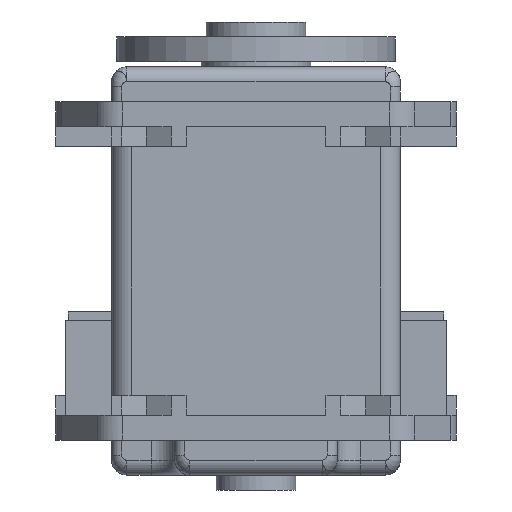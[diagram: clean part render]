
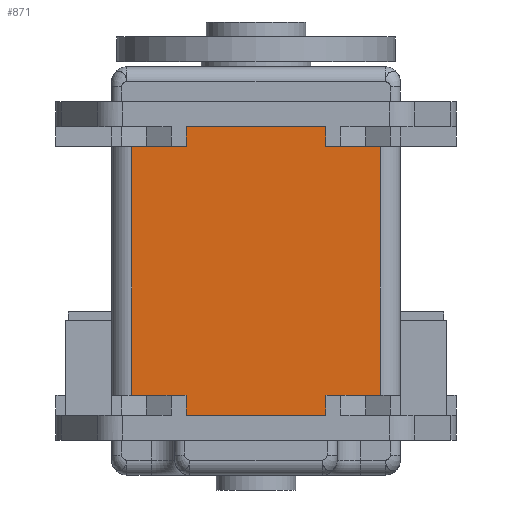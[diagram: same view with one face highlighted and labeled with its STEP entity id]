
A CAD part, front view. The second image highlights one B-rep face of the part: STEP entity #871.
In plain terms, the highlighted planar face has unit normal (0, -1, 0).
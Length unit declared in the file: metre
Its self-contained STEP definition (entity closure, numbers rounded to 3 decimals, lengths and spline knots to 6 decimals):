
#871 = ADVANCED_FACE( '', ( #1863 ), #1864, .T. );
#1863 = FACE_OUTER_BOUND( '', #3291, .T. );
#1864 = PLANE( '', #3292 );
#3291 = EDGE_LOOP( '', ( #5864, #5865, #5866, #5867, #5868, #5869, #5870, #5871, #5872, #5873, #5874, #5875, #5876, #5877, #5878, #5879, #5880, #5881, #5882, #5883 ) );
#3292 = AXIS2_PLACEMENT_3D( '', #5884, #5885, #5886 );
#5864 = ORIENTED_EDGE( '', *, *, #7171, .T. );
#5865 = ORIENTED_EDGE( '', *, *, #6813, .F. );
#5866 = ORIENTED_EDGE( '', *, *, #6657, .F. );
#5867 = ORIENTED_EDGE( '', *, *, #7253, .T. );
#5868 = ORIENTED_EDGE( '', *, *, #6354, .T. );
#5869 = ORIENTED_EDGE( '', *, *, #6320, .T. );
#5870 = ORIENTED_EDGE( '', *, *, #6750, .F. );
#5871 = ORIENTED_EDGE( '', *, *, #7010, .T. );
#5872 = ORIENTED_EDGE( '', *, *, #6662, .F. );
#5873 = ORIENTED_EDGE( '', *, *, #7327, .T. );
#5874 = ORIENTED_EDGE( '', *, *, #7021, .T. );
#5875 = ORIENTED_EDGE( '', *, *, #6462, .T. );
#5876 = ORIENTED_EDGE( '', *, *, #7112, .F. );
#5877 = ORIENTED_EDGE( '', *, *, #6891, .F. );
#5878 = ORIENTED_EDGE( '', *, *, #7298, .T. );
#5879 = ORIENTED_EDGE( '', *, *, #6738, .T. );
#5880 = ORIENTED_EDGE( '', *, *, #7328, .T. );
#5881 = ORIENTED_EDGE( '', *, *, #6802, .F. );
#5882 = ORIENTED_EDGE( '', *, *, #6811, .T. );
#5883 = ORIENTED_EDGE( '', *, *, #7266, .T. );
#5884 = CARTESIAN_POINT( '', ( -0.0145, -0.0425, -0.0205 ) );
#5885 = DIRECTION( '', ( 0., -1., 0. ) );
#5886 = DIRECTION( '', ( 0., 0., -1. ) );
#6320 = EDGE_CURVE( '', #7459, #7457, #7460, .F. );
#6354 = EDGE_CURVE( '', #7514, #7459, #7518, .F. );
#6462 = EDGE_CURVE( '', #7701, #7709, #7711, .F. );
#6657 = EDGE_CURVE( '', #8039, #8041, #8042, .T. );
#6662 = EDGE_CURVE( '', #8048, #8050, #8051, .F. );
#6738 = EDGE_CURVE( '', #8167, #8165, #8168, .T. );
#6750 = EDGE_CURVE( '', #8182, #7457, #8184, .F. );
#6802 = EDGE_CURVE( '', #8261, #8259, #8263, .F. );
#6811 = EDGE_CURVE( '', #8261, #8276, #8278, .F. );
#6813 = EDGE_CURVE( '', #8041, #8280, #8281, .F. );
#6891 = EDGE_CURVE( '', #8396, #8397, #8398, .F. );
#7010 = EDGE_CURVE( '', #8182, #8050, #8566, .F. );
#7021 = EDGE_CURVE( '', #7535, #7701, #8581, .F. );
#7112 = EDGE_CURVE( '', #8397, #7709, #8703, .F. );
#7171 = EDGE_CURVE( '', #7419, #8280, #8773, .T. );
#7253 = EDGE_CURVE( '', #8039, #7514, #8874, .F. );
#7266 = EDGE_CURVE( '', #8276, #7419, #8891, .T. );
#7298 = EDGE_CURVE( '', #8396, #8167, #8929, .T. );
#7327 = EDGE_CURVE( '', #8048, #7535, #8960, .F. );
#7328 = EDGE_CURVE( '', #8165, #8259, #8961, .F. );
#7419 = VERTEX_POINT( '', #9073 );
#7457 = VERTEX_POINT( '', #9128 );
#7459 = VERTEX_POINT( '', #9131 );
#7460 = LINE( '', #9132, #9133 );
#7514 = VERTEX_POINT( '', #9206 );
#7518 = LINE( '', #9212, #9213 );
#7535 = VERTEX_POINT( '', #9237 );
#7701 = VERTEX_POINT( '', #9541 );
#7709 = VERTEX_POINT( '', #9553 );
#7711 = LINE( '', #9555, #9556 );
#8039 = VERTEX_POINT( '', #10046 );
#8041 = VERTEX_POINT( '', #10048 );
#8042 = LINE( '', #10049, #10050 );
#8048 = VERTEX_POINT( '', #10057 );
#8050 = VERTEX_POINT( '', #10060 );
#8051 = LINE( '', #10061, #10062 );
#8165 = VERTEX_POINT( '', #10230 );
#8167 = VERTEX_POINT( '', #10233 );
#8168 = LINE( '', #10234, #10235 );
#8182 = VERTEX_POINT( '', #10255 );
#8184 = LINE( '', #10258, #10259 );
#8259 = VERTEX_POINT( '', #10378 );
#8261 = VERTEX_POINT( '', #10381 );
#8263 = LINE( '', #10384, #10385 );
#8276 = VERTEX_POINT( '', #10403 );
#8278 = LINE( '', #10406, #10407 );
#8280 = VERTEX_POINT( '', #10409 );
#8281 = LINE( '', #10410, #10411 );
#8396 = VERTEX_POINT( '', #10646 );
#8397 = VERTEX_POINT( '', #10647 );
#8398 = LINE( '', #10648, #10649 );
#8566 = LINE( '', #10902, #10903 );
#8581 = LINE( '', #10924, #10925 );
#8703 = LINE( '', #11142, #11143 );
#8773 = LINE( '', #11250, #11251 );
#8874 = LINE( '', #11400, #11401 );
#8891 = LINE( '', #11420, #11421 );
#8929 = LINE( '', #11474, #11475 );
#8960 = LINE( '', #11538, #11539 );
#8961 = LINE( '', #11540, #11541 );
#9073 = CARTESIAN_POINT( '', ( 0.0109, -0.0425, -0.0125 ) );
#9128 = CARTESIAN_POINT( '', ( 0.007025, -0.0425, 0.0125 ) );
#9131 = CARTESIAN_POINT( '', ( 0.0109, -0.0425, 0.0125 ) );
#9132 = CARTESIAN_POINT( '', ( -0.0145, -0.0425, 0.0125 ) );
#9133 = VECTOR( '', #11684, 1. );
#9206 = CARTESIAN_POINT( '', ( 0.0111, -0.0425, 0.0125 ) );
#9212 = CARTESIAN_POINT( '', ( -0.0145, -0.0425, 0.0125 ) );
#9213 = VECTOR( '', #11721, 1. );
#9237 = CARTESIAN_POINT( '', ( -0.0109, -0.0425, 0.0125 ) );
#9541 = CARTESIAN_POINT( '', ( -0.0111, -0.0425, 0.0125 ) );
#9553 = CARTESIAN_POINT( '', ( -0.0125, -0.0425, 0.0125 ) );
#9555 = CARTESIAN_POINT( '', ( -0.0145, -0.0425, 0.0125 ) );
#9556 = VECTOR( '', #11833, 1. );
#10046 = CARTESIAN_POINT( '', ( 0.0125, -0.0425, 0.0125 ) );
#10048 = CARTESIAN_POINT( '', ( 0.0125, -0.0425, -0.0125 ) );
#10049 = CARTESIAN_POINT( '', ( 0.0125, -0.0425, 0.02064 ) );
#10050 = VECTOR( '', #12065, 1. );
#10057 = CARTESIAN_POINT( '', ( -0.007025, -0.0425, 0.0125 ) );
#10060 = CARTESIAN_POINT( '', ( -0.007025, -0.0425, 0.0145 ) );
#10061 = CARTESIAN_POINT( '', ( -0.007025, -0.0425, 0.0125 ) );
#10062 = VECTOR( '', #12071, 1. );
#10230 = CARTESIAN_POINT( '', ( -0.007025, -0.0425, -0.0125 ) );
#10233 = CARTESIAN_POINT( '', ( -0.0109, -0.0425, -0.0125 ) );
#10234 = CARTESIAN_POINT( '', ( -0.0145, -0.0425, -0.0125 ) );
#10235 = VECTOR( '', #12145, 1. );
#10255 = CARTESIAN_POINT( '', ( 0.007025, -0.0425, 0.0145 ) );
#10258 = CARTESIAN_POINT( '', ( 0.007025, -0.0425, 0.0125 ) );
#10259 = VECTOR( '', #12156, 1. );
#10378 = CARTESIAN_POINT( '', ( -0.007025, -0.0425, -0.0145 ) );
#10381 = CARTESIAN_POINT( '', ( 0.007025, -0.0425, -0.0145 ) );
#10384 = CARTESIAN_POINT( '', ( 0., -0.0425, -0.0145 ) );
#10385 = VECTOR( '', #12209, 1. );
#10403 = CARTESIAN_POINT( '', ( 0.007025, -0.0425, -0.0125 ) );
#10406 = CARTESIAN_POINT( '', ( 0.007025, -0.0425, -0.0125 ) );
#10407 = VECTOR( '', #12216, 1. );
#10409 = CARTESIAN_POINT( '', ( 0.0111, -0.0425, -0.0125 ) );
#10410 = CARTESIAN_POINT( '', ( 0., -0.0425, -0.0125 ) );
#10411 = VECTOR( '', #12217, 1. );
#10646 = CARTESIAN_POINT( '', ( -0.0111, -0.0425, -0.0125 ) );
#10647 = CARTESIAN_POINT( '', ( -0.0125, -0.0425, -0.0125 ) );
#10648 = CARTESIAN_POINT( '', ( 0., -0.0425, -0.0125 ) );
#10649 = VECTOR( '', #12300, 1. );
#10902 = CARTESIAN_POINT( '', ( 0., -0.0425, 0.0145 ) );
#10903 = VECTOR( '', #12432, 1. );
#10924 = CARTESIAN_POINT( '', ( -0.0145, -0.0425, 0.0125 ) );
#10925 = VECTOR( '', #12439, 1. );
#11142 = CARTESIAN_POINT( '', ( -0.0125, -0.0425, 0.02064 ) );
#11143 = VECTOR( '', #12521, 1. );
#11250 = CARTESIAN_POINT( '', ( -0.0145, -0.0425, -0.0125 ) );
#11251 = VECTOR( '', #12574, 1. );
#11400 = CARTESIAN_POINT( '', ( 0., -0.0425, 0.0125 ) );
#11401 = VECTOR( '', #12655, 1. );
#11420 = CARTESIAN_POINT( '', ( -0.0145, -0.0425, -0.0125 ) );
#11421 = VECTOR( '', #12670, 1. );
#11474 = CARTESIAN_POINT( '', ( -0.0145, -0.0425, -0.0125 ) );
#11475 = VECTOR( '', #12707, 1. );
#11538 = CARTESIAN_POINT( '', ( -0.0145, -0.0425, 0.0125 ) );
#11539 = VECTOR( '', #12722, 1. );
#11540 = CARTESIAN_POINT( '', ( -0.007025, -0.0425, -0.0125 ) );
#11541 = VECTOR( '', #12723, 1. );
#11684 = DIRECTION( '', ( 1., 0., 0. ) );
#11721 = DIRECTION( '', ( 1., 0., 0. ) );
#11833 = DIRECTION( '', ( 1., 0., 0. ) );
#12065 = DIRECTION( '', ( 0., 0., -1. ) );
#12071 = DIRECTION( '', ( 0., 0., -1. ) );
#12145 = DIRECTION( '', ( 1., 0., 0. ) );
#12156 = DIRECTION( '', ( 0., 0., 1. ) );
#12209 = DIRECTION( '', ( 1., 0., 0. ) );
#12216 = DIRECTION( '', ( 0., 0., -1. ) );
#12217 = DIRECTION( '', ( 1., 0., 0. ) );
#12300 = DIRECTION( '', ( 1., 0., 0. ) );
#12432 = DIRECTION( '', ( 1., 0., 0. ) );
#12439 = DIRECTION( '', ( 1., 0., 0. ) );
#12521 = DIRECTION( '', ( 0., 0., -1. ) );
#12574 = DIRECTION( '', ( 1., 0., 0. ) );
#12655 = DIRECTION( '', ( 1., 0., 0. ) );
#12670 = DIRECTION( '', ( 1., 0., 0. ) );
#12707 = DIRECTION( '', ( 1., 0., 0. ) );
#12722 = DIRECTION( '', ( 1., 0., 0. ) );
#12723 = DIRECTION( '', ( 0., 0., 1. ) );
